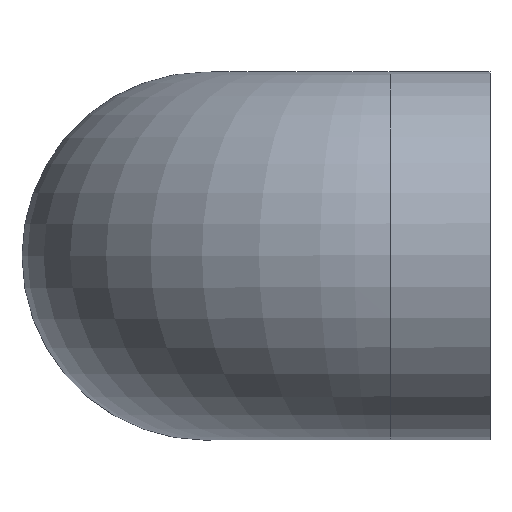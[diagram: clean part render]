
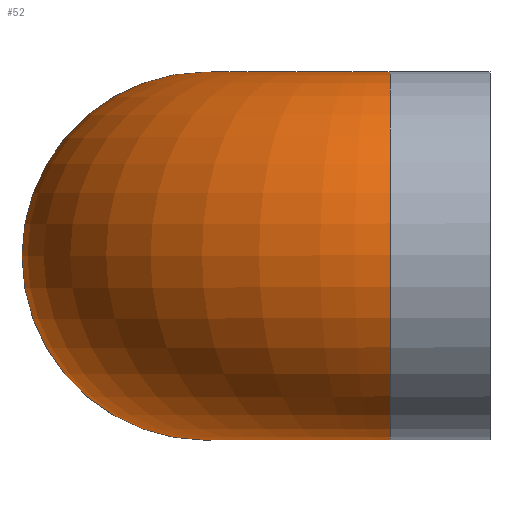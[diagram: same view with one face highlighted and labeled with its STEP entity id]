
A CAD part, top view. The second image highlights one B-rep face of the part: STEP entity #52.
In plain terms, the highlighted toroidal (fillet/blend) face has major radius 46.01 mm and minor radius 46 mm.
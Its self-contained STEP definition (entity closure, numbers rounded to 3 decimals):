
#52 = ADVANCED_FACE( '', ( #108, #109 ), #110, .T. );
#108 = FACE_OUTER_BOUND( '', #161, .T. );
#109 = FACE_OUTER_BOUND( '', #162, .T. );
#110 = TOROIDAL_SURFACE( '', #163, 46.01, 46. );
#161 = EDGE_LOOP( '', ( #226 ) );
#162 = EDGE_LOOP( '', ( #227, #228 ) );
#163 = AXIS2_PLACEMENT_3D( '', #229, #230, #231 );
#226 = ORIENTED_EDGE( '', *, *, #263, .T. );
#227 = ORIENTED_EDGE( '', *, *, #267, .F. );
#228 = ORIENTED_EDGE( '', *, *, #271, .F. );
#229 = CARTESIAN_POINT( '', ( 46.01, 0., -7.05 ) );
#230 = DIRECTION( '', ( 0., 1., 0. ) );
#231 = DIRECTION( '', ( 0., 0., 1. ) );
#263 = EDGE_CURVE( '', #296, #296, #297, .T. );
#267 = EDGE_CURVE( '', #279, #278, #302, .T. );
#271 = EDGE_CURVE( '', #278, #279, #307, .T. );
#278 = VERTEX_POINT( '', #314 );
#279 = VERTEX_POINT( '', #315 );
#296 = VERTEX_POINT( '', #570 );
#297 = CIRCLE( '', #571, 46. );
#302 = CIRCLE( '', #576, 46. );
#307 = CIRCLE( '', #581, 46. );
#314 = CARTESIAN_POINT( '', ( 46.01, -46., 38.98 ) );
#315 = CARTESIAN_POINT( '', ( 46.01, 46., 38.98 ) );
#570 = CARTESIAN_POINT( '', ( 46., 0., -7.05 ) );
#571 = AXIS2_PLACEMENT_3D( '', #603, #604, #605 );
#576 = AXIS2_PLACEMENT_3D( '', #609, #610, #611 );
#581 = AXIS2_PLACEMENT_3D( '', #615, #616, #617 );
#603 = CARTESIAN_POINT( '', ( 0., 0., -7.05 ) );
#604 = DIRECTION( '', ( 0., 0., 1. ) );
#605 = DIRECTION( '', ( 1., 0., 0. ) );
#609 = CARTESIAN_POINT( '', ( 46.01, 0., 38.96 ) );
#610 = DIRECTION( '', ( 1., 0., 0. ) );
#611 = DIRECTION( '', ( 0., 0., -1. ) );
#615 = CARTESIAN_POINT( '', ( 46.01, 0., 38.96 ) );
#616 = DIRECTION( '', ( 1., 0., 0. ) );
#617 = DIRECTION( '', ( 0., 0., -1. ) );
